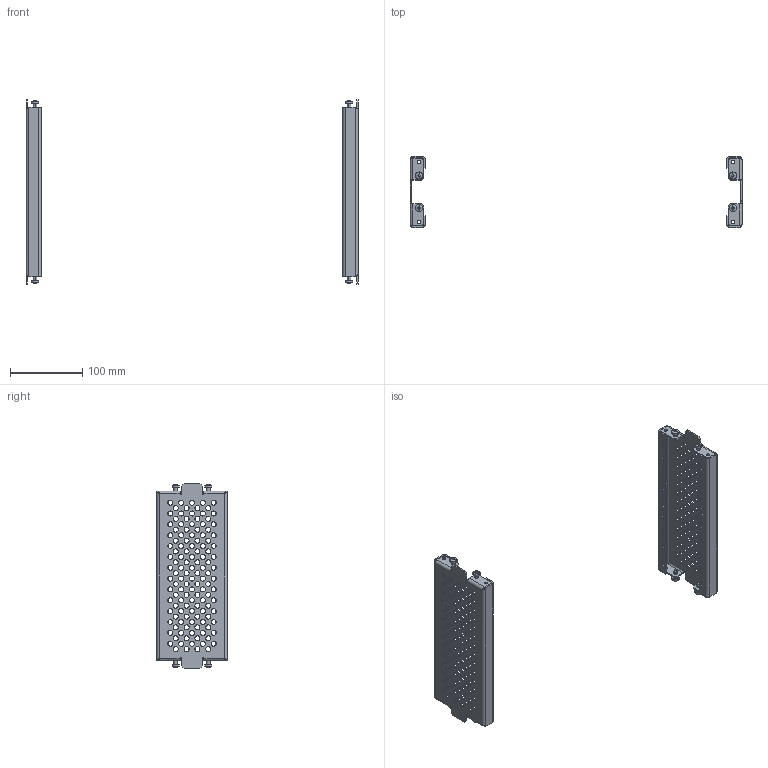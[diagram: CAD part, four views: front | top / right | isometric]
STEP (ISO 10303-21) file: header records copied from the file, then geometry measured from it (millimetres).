
FILE_DESCRIPTION (( 'STEP AP203' ), '1' );
FILE_NAME ('UR12200100040 Ýëåìåíòû öîêîëÿ ïåðôîðèðîâàííûå 100ìì RS52 00.40 (2øò) (000.136.064).STEP', '2022-04-14T06:47:44', ( '' ), ( '' ), 'SwSTEP 2.0', 'SolidWorks 2017', '' );
FILE_SCHEMA (( 'CONFIG_CONTROL_DESIGN' ));
Length unit declared in the file: millimetre
Products named in the file (3): Âèíò DIN 7500 C TORX_Œ5å12; 070-67 Ïàíåëü öîêîëÿ_00 (00.40); UR12200100040 Ýëåìåíòû öîêîëÿ ïåðôîðèðîâàííûå 100ìì RS52 00.40 (2øò) (000.136.064)
Assembly tree (10 placements, depth 2):
  UR12200100040 Ýëåìåíòû öîêîëÿ ïåðôîðèðîâàííûå 100ìì RS52 00.40 (2øò) (000.136.064)
    070-67 Ïàíåëü öîêîëÿ_00 (00.40)  x2
    Âèíò DIN 7500 C TORX_Œ5å12  x8
Bounding box: 459 x 98 x 254.8 mm (x, y, z)
Volume: 137335.3 mm3; surface area: 156306.7 mm2
Topology: 10 solids, 10 shells, 1260 faces, 3560 edges, 2328 vertices
Faces by surface type: cylinder 780, plane 416, cone 32, bspline 16, sphere 16
Entity records: 18389 total; most frequent: CARTESIAN_POINT 3468, DIRECTION 3081, ORIENTED_EDGE 2888, EDGE_CURVE 1444, AXIS2_PLACEMENT_3D 1177, VERTEX_POINT 942, EDGE_LOOP 844, VECTOR 727
